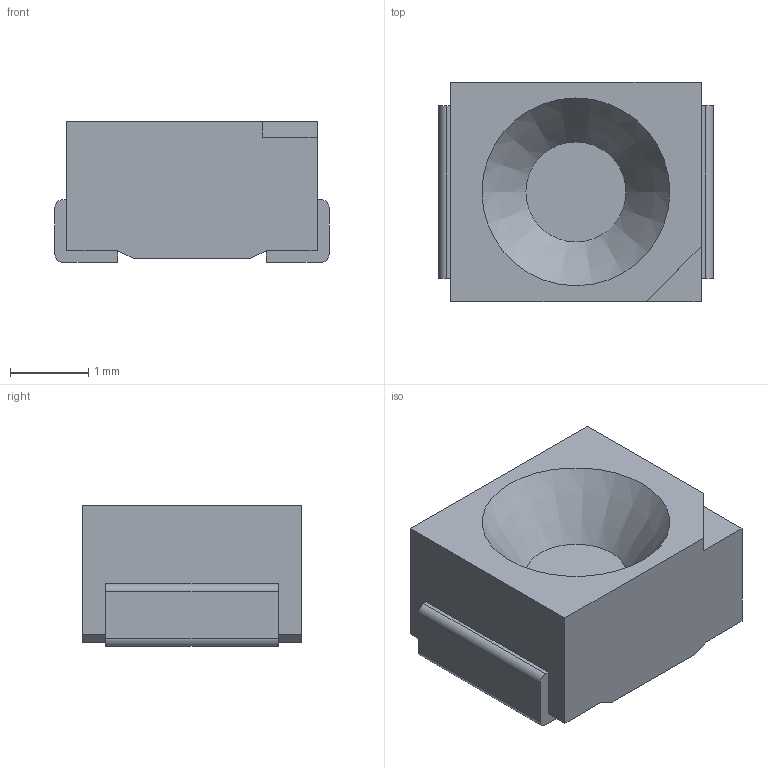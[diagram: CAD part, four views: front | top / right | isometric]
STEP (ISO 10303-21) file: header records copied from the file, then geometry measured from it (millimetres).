
FILE_DESCRIPTION(/* description */ (''),/* implementation_level */ '2;1');
FILE_NAME(/* name */ 'LED3528SMD v1.step',/* time_stamp */ '2023-04-21T23:57:38+08:00',/* author */ (''),/* organization */ (''),/* preprocessor_version */ 'ST-DEVELOPER v19.2',/* originating_system */ 'Autodesk Translation Framework v12.4.0.73',/* authorisation */ '');
FILE_SCHEMA (('AUTOMOTIVE_DESIGN { 1 0 10303 214 3 1 1 }'));
Length unit declared in the file: millimetre
Products named in the file (1): LED3528SMD
Bounding box: 3.5 x 2.8 x 1.8 mm (x, y, z)
Volume: 13.9 mm3; surface area: 44 mm2
Topology: 1 solids, 1 shells, 33 faces, 85 edges, 56 vertices
Faces by surface type: plane 27, cylinder 5, cone 1
Full cylindrical faces by diameter (mm): 0.6 x1
Entity records: 1066 total; most frequent: CARTESIAN_POINT 175, ORIENTED_EDGE 170, DIRECTION 165, EDGE_CURVE 85, LINE 73, VECTOR 73, VERTEX_POINT 56, AXIS2_PLACEMENT_3D 46
